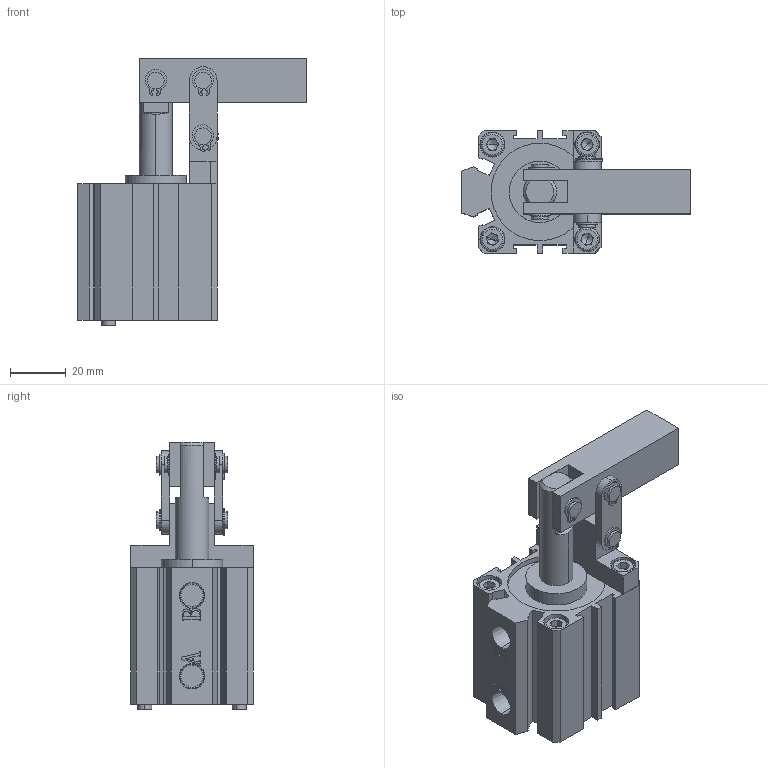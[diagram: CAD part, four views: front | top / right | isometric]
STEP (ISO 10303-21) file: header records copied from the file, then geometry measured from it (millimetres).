
FILE_DESCRIPTION (( 'STEP AP203' ), '1' );
FILE_NAME ('HALC-32.STEP', '2021-07-26T07:11:09', ( '微软用户' ), ( '微软中国' ), 'SwSTEP 2.0', 'SolidWorks 2012', '' );
FILE_SCHEMA (( 'CONFIG_CONTROL_DESIGN' ));
Length unit declared in the file: millimetre
Products named in the file (10): HALC-32傻种; HALC-32掛极; HALC-32; hexagon socket head cap screws gb_GB_FASTENER_SCREWS_HSHCS M5X45-N; circlips for shaft--type a small gb_GB_CONNECTING_PIECE_RING_RRA 6; HALC-32盓傅釱; HALC-32酗种; HALC-32揤旋; HALC-32蟀裝; HALC-32活塞杆
Assembly tree (19 placements, depth 2):
  HALC-32
    HALC-32掛极
    HALC-32傻种
    HALC-32活塞杆
    HALC-32蟀裝  x2
    HALC-32揤旋
    HALC-32酗种  x2
    HALC-32盓傅釱
    circlips for shaft--type a small gb_GB_CONNECTING_PIECE_RING_RRA 6  x6
    hexagon socket head cap screws gb_GB_FASTENER_SCREWS_HSHCS M5X45-N  x4
Bounding box: 82 x 44 x 96 mm (x, y, z)
Volume: 111518.4 mm3; surface area: 39474.3 mm2
Topology: 19 solids, 19 shells, 511 faces, 1274 edges, 832 vertices
Faces by surface type: plane 267, cylinder 198, cone 22, bspline 16, torus 8
Entity records: 11258 total; most frequent: CARTESIAN_POINT 2457, DIRECTION 1554, ORIENTED_EDGE 1524, EDGE_CURVE 762, AXIS2_PLACEMENT_3D 522, LINE 510, VECTOR 510, VERTEX_POINT 505
